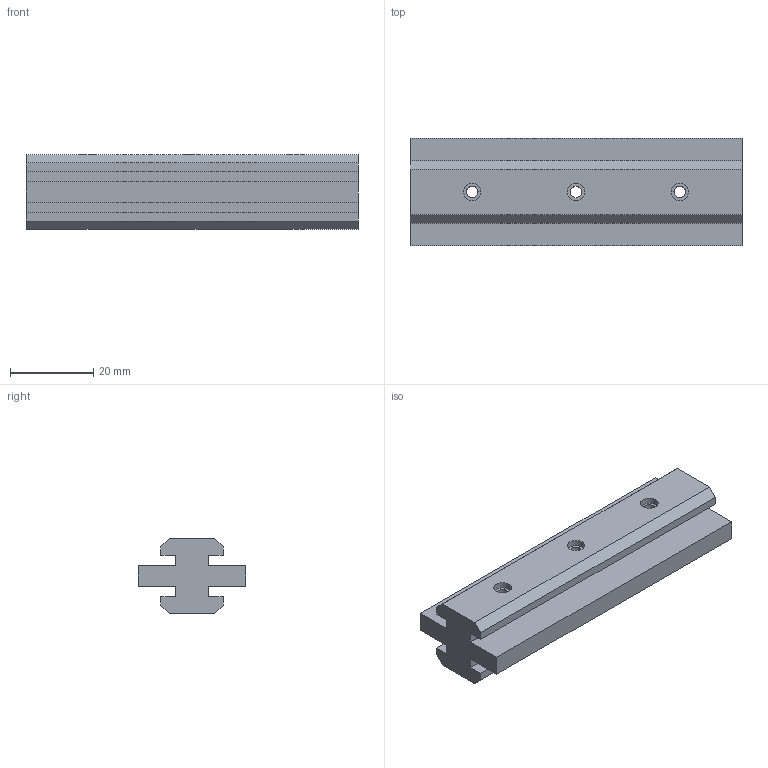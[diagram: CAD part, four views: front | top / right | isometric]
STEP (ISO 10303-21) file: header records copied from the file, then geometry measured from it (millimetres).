
FILE_DESCRIPTION(('STEP AP214'),'1');
FILE_NAME('cctmp_9DB863EF-3289-47DB-B333-F91D2BD7C906_2021_4_2_16_22_10_133..stp','2021-04-02T14:22:10',('Bosch Rexroth AG'),('CADClick - www.CADClick.com'),'Spatial InterOp 3D',' ','unknown authorization - (Healing Option Enabled)');
FILE_SCHEMA(('AUTOMOTIVE_DESIGN'));
Length unit declared in the file: millimetre
Products named in the file (1): 2021_04_02__16-22-10-133
Bounding box: 80 x 26 x 18 mm (x, y, z)
Volume: 22158.2 mm3; surface area: 9946.7 mm2
Topology: 1 solids, 1 shells, 50 faces, 126 edges, 84 vertices
Faces by surface type: plane 32, cylinder 18
Entity records: 1942 total; most frequent: DIRECTION 264, CARTESIAN_POINT 261, ORIENTED_EDGE 252, EDGE_CURVE 126, LINE 90, VECTOR 90, AXIS2_PLACEMENT_3D 87, VERTEX_POINT 84
